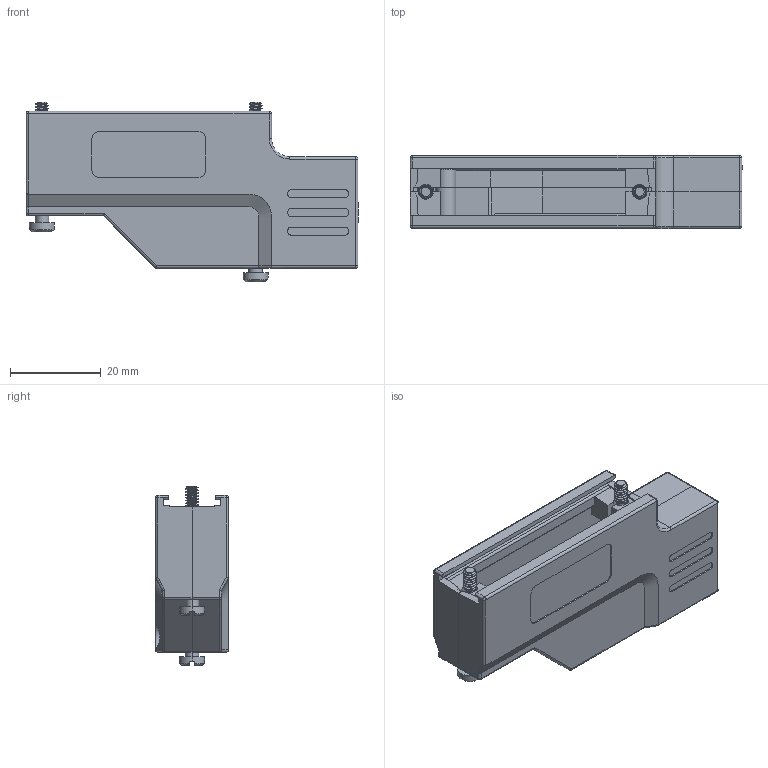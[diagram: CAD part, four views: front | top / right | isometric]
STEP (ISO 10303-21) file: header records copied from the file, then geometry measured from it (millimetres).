
FILE_DESCRIPTION (( 'STEP AP214' ), '1' );
FILE_NAME ('6688-9599.STEP', '2023-04-17T14:00:05', ( '' ), ( '' ), 'SwSTEP 2.0', 'SolidWorks 2021', '' );
FILE_SCHEMA (( 'AUTOMOTIVE_DESIGN' ));
Length unit declared in the file: millimetre
Products named in the file (7): 6855-0117-02; 6805-0501-13; 6805-0501-03; 6522-0121-05 (7mm); 6826-0128-12; 6688-9599; 6826-0128-11
Assembly tree (9 placements, depth 2):
  6688-9599
    6805-0501-13
    6805-0501-03
    6855-0117-02  x3
    6522-0121-05 (7mm)  x2
    6826-0128-11
    6826-0128-12
Bounding box: 73 x 16 x 39.5 mm (x, y, z)
Volume: 13662.9 mm3; surface area: 16734.6 mm2
Topology: 9 solids, 9 shells, 949 faces, 2620 edges, 1706 vertices
Faces by surface type: cylinder 454, plane 393, cone 45, bspline 33, torus 16, sphere 8
Entity records: 34285 total; most frequent: CARTESIAN_POINT 17035, ORIENTED_EDGE 3866, DIRECTION 3275, EDGE_CURVE 1933, VERTEX_POINT 1259, AXIS2_PLACEMENT_3D 1110, LINE 1055, VECTOR 1055
